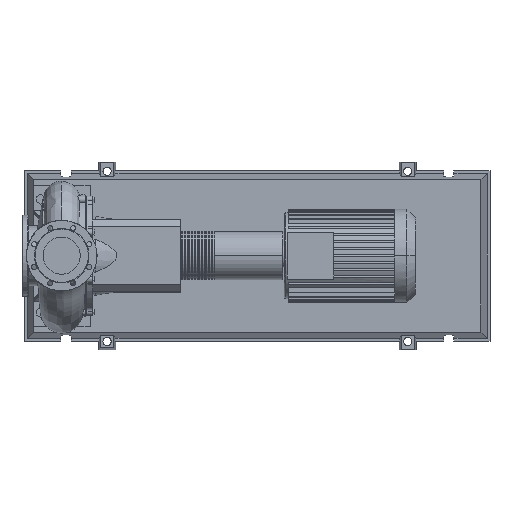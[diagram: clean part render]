
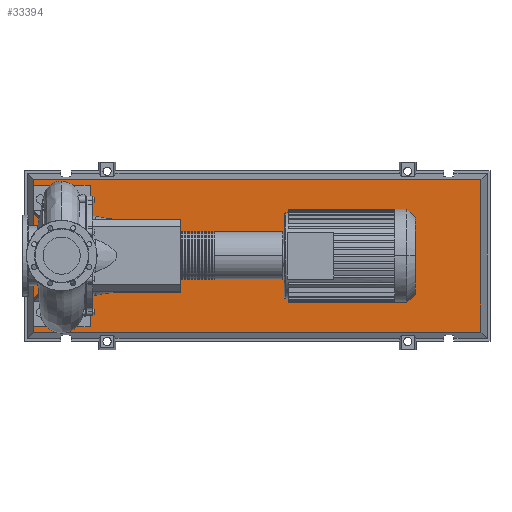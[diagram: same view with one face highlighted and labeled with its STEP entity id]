
A CAD part, top view. The second image highlights one B-rep face of the part: STEP entity #33394.
In plain terms, the highlighted planar face has unit normal (0, 0, 1).
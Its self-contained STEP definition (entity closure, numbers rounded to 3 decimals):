
#33075=CARTESIAN_POINT('',(1478.185,-268.185,123.0));
#33076=VERTEX_POINT('',#33075);
#33083=CARTESIAN_POINT('',(-98.185,-268.185,123.0));
#33084=VERTEX_POINT('',#33083);
#33085=CARTESIAN_POINT('',(1478.185,-268.185,123.0));
#33086=DIRECTION('',(-1.0,0.0,0.0));
#33087=VECTOR('',#33086,1576.37);
#33088=LINE('',#33085,#33087);
#33089=EDGE_CURVE('',#33076,#33084,#33088,.T.);
#33307=CARTESIAN_POINT('',(1478.185,268.185,123.0));
#33308=VERTEX_POINT('',#33307);
#33309=CARTESIAN_POINT('',(1478.185,268.185,123.0));
#33310=DIRECTION('',(0.0,-1.0,0.0));
#33311=VECTOR('',#33310,536.37);
#33312=LINE('',#33309,#33311);
#33313=EDGE_CURVE('',#33308,#33076,#33312,.T.);
#33331=CARTESIAN_POINT('',(-98.185,268.185,123.0));
#33332=VERTEX_POINT('',#33331);
#33333=CARTESIAN_POINT('',(-98.185,-268.185,123.0));
#33334=DIRECTION('',(0.0,1.0,0.0));
#33335=VECTOR('',#33334,536.37);
#33336=LINE('',#33333,#33335);
#33337=EDGE_CURVE('',#33084,#33332,#33336,.T.);
#33370=CARTESIAN_POINT('',(-98.185,268.185,123.0));
#33371=DIRECTION('',(1.0,0.0,0.0));
#33372=VECTOR('',#33371,1576.37);
#33373=LINE('',#33370,#33372);
#33374=EDGE_CURVE('',#33332,#33308,#33373,.T.);
#33383=CARTESIAN_POINT('',(690.,0.,123.0));
#33384=DIRECTION('',(0.0,0.0,1.0));
#33385=DIRECTION('',(1.0,0.0,0.0));
#33386=AXIS2_PLACEMENT_3D('',#33383,#33384,#33385);
#33387=PLANE('',#33386);
#33388=ORIENTED_EDGE('',*,*,#33313,.F.);
#33389=ORIENTED_EDGE('',*,*,#33374,.F.);
#33390=ORIENTED_EDGE('',*,*,#33337,.F.);
#33391=ORIENTED_EDGE('',*,*,#33089,.F.);
#33392=EDGE_LOOP('',(#33388,#33389,#33390,#33391));
#33393=FACE_OUTER_BOUND('',#33392,.T.);
#33394=ADVANCED_FACE('',(#33393),#33387,.T.);
